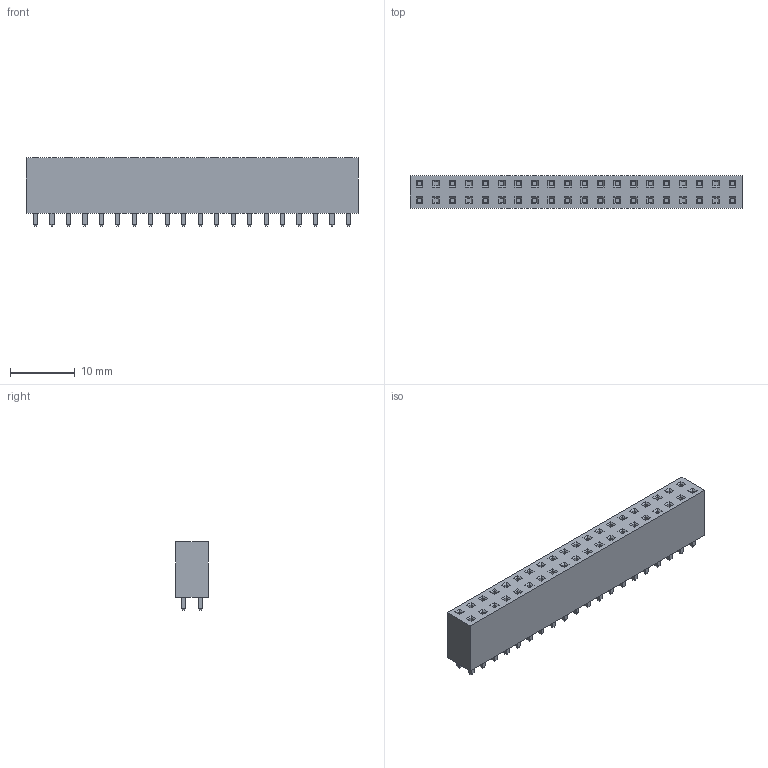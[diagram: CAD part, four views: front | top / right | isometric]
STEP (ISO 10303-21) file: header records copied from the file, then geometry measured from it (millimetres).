
FILE_DESCRIPTION (( 'STEP AP214' ), '1' );
FILE_NAME ( 'RHDRV40W64P254_20X2_5120X500H850.STEP', '2019-08-13T22:29:57', ( '' ), ( '' ), 'Part was generated with the free Library Expert Lite available at www.PCBLibraries.com. Removing line will violate the End User License Agreement.', '©2017 PCB Libraries, Inc.', '' );
FILE_SCHEMA (( 'AUTOMOTIVE_DESIGN' ));
Length unit declared in the file: millimetre
Products named in the file (1): RHDRV40W64P254_20X2_5120X500H850
Bounding box: 51.2 x 5 x 10.5 mm (x, y, z)
Volume: 2105.5 mm3; surface area: 2294.3 mm2
Topology: 41 solids, 41 shells, 766 faces, 1612 edges, 968 vertices
Faces by surface type: plane 766
Entity records: 21173 total; most frequent: CARTESIAN_POINT 3347, ORIENTED_EDGE 3224, DIRECTION 3146, VECTOR 1612, LINE 1612, EDGE_CURVE 1612, VERTEX_POINT 968, EDGE_LOOP 806
